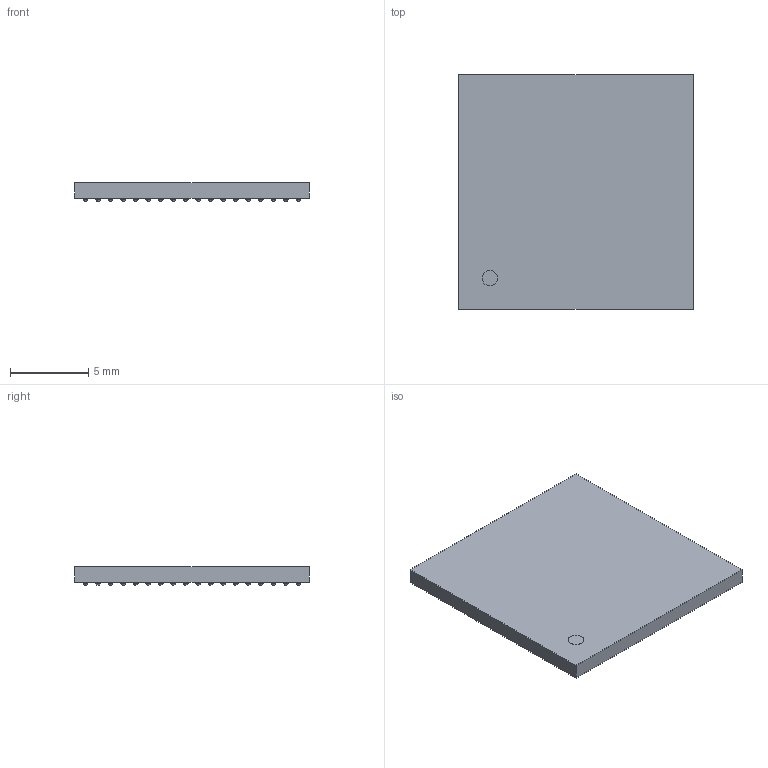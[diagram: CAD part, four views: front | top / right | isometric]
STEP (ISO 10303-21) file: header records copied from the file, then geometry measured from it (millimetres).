
FILE_DESCRIPTION (( 'STEP AP214' ), '1' );
FILE_NAME ('User Library-TFBGA-324.STEP', '2021-05-06T10:44:55', ( '' ), ( '' ), 'SwSTEP 2.0', 'SolidWorks 2020', '' );
FILE_SCHEMA (( 'AUTOMOTIVE_DESIGN' ));
Length unit declared in the file: millimetre
Products named in the file (331): 665060640_2; Sphere_2; Free-Models_2; 534279944_2; Cylinder_2; User Library-TFBGA-324; Extruded_2; 533954064_2
Assembly tree (653 placements, depth 4):
  User Library-TFBGA-324
    Free-Models_2
      534279944_2
        Cylinder_2
      533954064_2
        Extruded_2
      665060640_2
        Sphere_2
      665060640_2
        Sphere_2
      665060640_2
        Sphere_2
      665060640_2
        Sphere_2
      665060640_2
        Sphere_2
      665060640_2
        Sphere_2
      665060640_2
        Sphere_2
      665060640_2
        Sphere_2
      665060640_2
        Sphere_2
      665060640_2
        Sphere_2
      665060640_2
        Sphere_2
      665060640_2
        Sphere_2
      665060640_2
        Sphere_2
      665060640_2
        Sphere_2
      665060640_2
        Sphere_2
      665060640_2
        Sphere_2
      665060640_2
        Sphere_2
      665060640_2
        Sphere_2
      665060640_2
        Sphere_2
      665060640_2
        Sphere_2
      665060640_2
        Sphere_2
      665060640_2
        Sphere_2
      665060640_2
        Sphere_2
      665060640_2
        Sphere_2
      665060640_2
        Sphere_2
      665060640_2
        Sphere_2
      665060640_2
        Sphere_2
Bounding box: 15 x 15 x 1.21 mm (x, y, z)
Volume: 227.3 mm3; surface area: 602.6 mm2
Topology: 326 solids, 326 shells, 658 faces, 1962 edges, 660 vertices
Faces by surface type: bspline 648, plane 8, cylinder 2
Entity records: 11680 total; most frequent: DIRECTION 2012, CARTESIAN_POINT 1059, AXIS2_PLACEMENT_3D 999, PRODUCT_DEFINITION_SHAPE 984, APPLICATION_CONTEXT 662, APPLICATION_PROTOCOL_DEFINITION 662, CONTEXT_DEPENDENT_SHAPE_REPRESENTATION 653, ITEM_DEFINED_TRANSFORMATION 653
